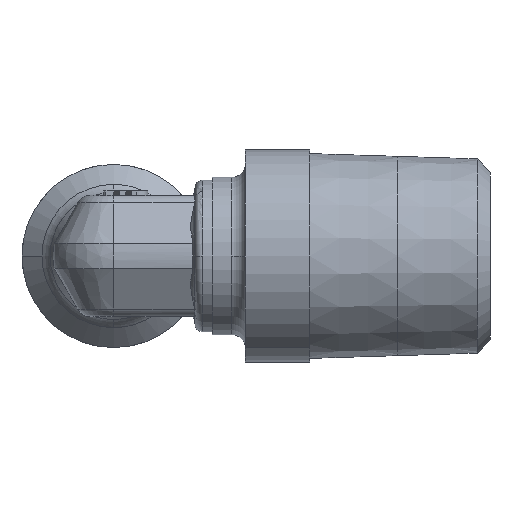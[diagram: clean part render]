
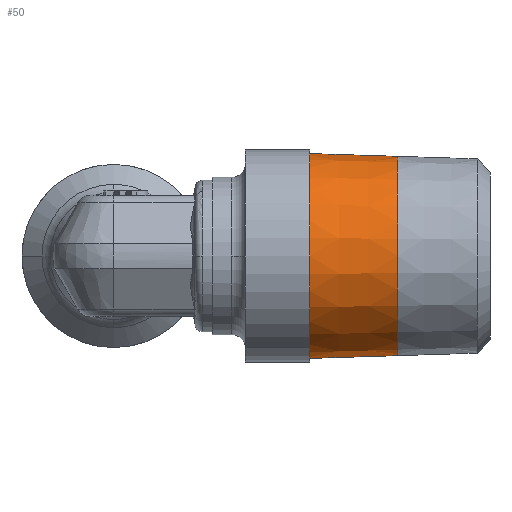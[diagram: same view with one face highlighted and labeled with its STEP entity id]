
A CAD part, left-side view. The second image highlights one B-rep face of the part: STEP entity #50.
In plain terms, the highlighted conical face has half-angle 1.79 degrees and reference radius 6.587 mm.
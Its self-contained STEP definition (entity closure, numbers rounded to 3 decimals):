
#50=ADVANCED_FACE('',(#178),#179,.T.);
#178=FACE_OUTER_BOUND('',#438,.T.);
#179=CONICAL_SURFACE('',#439,6.587,0.031);
#438=EDGE_LOOP('',(#720,#721,#722,#723));
#439=AXIS2_PLACEMENT_3D('',#724,#725,#726);
#720=ORIENTED_EDGE('',*,*,#1694,.F.);
#721=ORIENTED_EDGE('',*,*,#1695,.T.);
#722=ORIENTED_EDGE('',*,*,#1696,.F.);
#723=ORIENTED_EDGE('',*,*,#1697,.F.);
#724=CARTESIAN_POINT('',(0.0,-18.472,0.0));
#725=DIRECTION('',(-0.0,1.0,0.0));
#726=DIRECTION('',(0.,0.0,-1.0));
#1694=EDGE_CURVE('',#2019,#2020,#2021,.T.);
#1695=EDGE_CURVE('',#2019,#2022,#2023,.T.);
#1696=EDGE_CURVE('',#2024,#2022,#2025,.T.);
#1697=EDGE_CURVE('',#2020,#2024,#2026,.T.);
#2019=VERTEX_POINT('',#2557);
#2020=VERTEX_POINT('',#2558);
#2021=LINE('',#2559,#2560);
#2022=VERTEX_POINT('',#2561);
#2023=CIRCLE('',#2562,6.579);
#2024=VERTEX_POINT('',#2563);
#2025=LINE('',#2564,#2565);
#2026=CIRCLE('',#2566,6.76);
#2557=CARTESIAN_POINT('',(0.,-18.748,-6.579));
#2558=CARTESIAN_POINT('',(0.,-12.95,-6.76));
#2559=CARTESIAN_POINT('',(0.,-18.472,-6.587));
#2560=VECTOR('',#3615,1.0);
#2561=CARTESIAN_POINT('',(0.,-18.748,6.579));
#2562=AXIS2_PLACEMENT_3D('',#3616,#3617,#3618);
#2563=CARTESIAN_POINT('',(0.,-12.95,6.76));
#2564=CARTESIAN_POINT('',(0.,-18.472,6.587));
#2565=VECTOR('',#3619,1.0);
#2566=AXIS2_PLACEMENT_3D('',#3620,#3621,#3622);
#3615=DIRECTION('',(0.,1.,-0.031));
#3616=CARTESIAN_POINT('',(0.0,-18.75,0.0));
#3617=DIRECTION('',(0.0,1.0,0.0));
#3618=DIRECTION('',(0.,0.0,-1.0));
#3619=DIRECTION('',(0.,-1.,-0.031));
#3620=CARTESIAN_POINT('',(0.0,-12.95,0.0));
#3621=DIRECTION('',(0.0,1.0,0.0));
#3622=DIRECTION('',(0.,0.0,-1.0));
